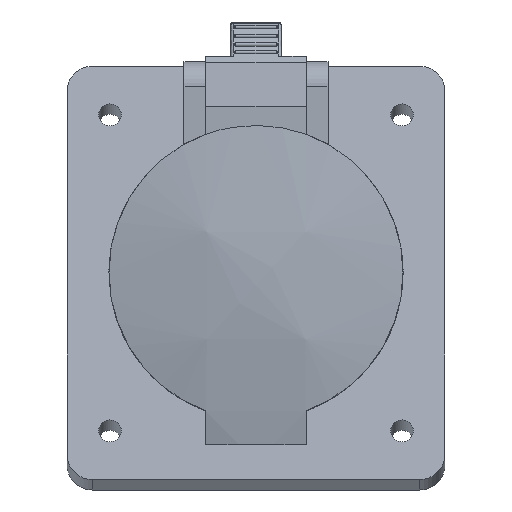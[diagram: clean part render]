
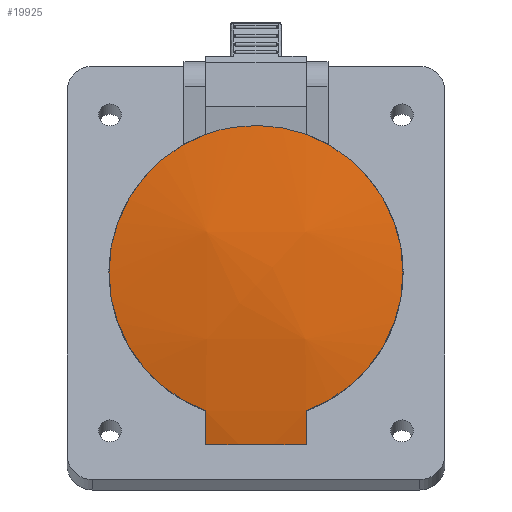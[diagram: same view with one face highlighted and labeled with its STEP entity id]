
A CAD part, top view. The second image highlights one B-rep face of the part: STEP entity #19925.
In plain terms, the highlighted free-form (B-spline) face has degree [3, 3] with [4, 4] control points.
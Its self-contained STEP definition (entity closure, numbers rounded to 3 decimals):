
#21 = AXIS2_PLACEMENT_3D ( 'NONE', #10245, #15412, #5086 ) ;
#678 = CARTESIAN_POINT ( 'NONE',  ( -10., -27.434, 39.38 ) ) ;
#799 = CARTESIAN_POINT ( 'NONE',  ( -29.812, -13.165, 40.252 ) ) ;
#923 = EDGE_LOOP ( 'NONE', ( #17145, #5996, #2170, #18506, #13875, #14859 ) ) ;
#1139 = B_SPLINE_CURVE_WITH_KNOTS ( 'NONE', 3,
 ( #678, #2317, #9054, #3758 ),
 .UNSPECIFIED., .F., .F.,
 ( 4, 4 ),
 ( 0., 0.007 ),
 .UNSPECIFIED. ) ;
#1330 = B_SPLINE_CURVE_WITH_KNOTS ( 'NONE', 3,
 ( #13585, #3761, #15098, #11725, #17187, #13802, #3652, #3320, #1660, #8383, #6962, #6757, #13683, #16978, #10361, #20173 ),
 .UNSPECIFIED., .F., .F.,
 ( 4, 2, 2, 2, 2, 2, 2, 4 ),
 ( 0., 0.125, 0.25, 0.375, 0.438, 0.5, 0.75, 1. ),
 .UNSPECIFIED. ) ;
#1444 = EDGE_CURVE ( 'NONE', #6489, #8247, #4335, .T. ) ;
#1472 = CARTESIAN_POINT ( 'NONE',  ( 0., 0., 39.38 ) ) ;
#1660 = CARTESIAN_POINT ( 'NONE',  ( 1.693, 29.154, 39.38 ) ) ;
#2170 = ORIENTED_EDGE ( 'NONE', *, *, #9967, .T. ) ;
#2217 = CARTESIAN_POINT ( 'NONE',  ( 10.069, -13.165, 44.229 ) ) ;
#2317 = CARTESIAN_POINT ( 'NONE',  ( -10., -29.7, 38.958 ) ) ;
#2903 = EDGE_CURVE ( 'NONE', #19254, #4173, #3550, .T. ) ;
#3320 = CARTESIAN_POINT ( 'NONE',  ( 2.118, 29.126, 39.38 ) ) ;
#3345 = CARTESIAN_POINT ( 'NONE',  ( 29.036, 29.617, 36.402 ) ) ;
#3550 = CIRCLE ( 'NONE', #21, 29.2 ) ;
#3566 = CARTESIAN_POINT ( 'NONE',  ( 9.741, -34.2, 39.27 ) ) ;
#3652 = CARTESIAN_POINT ( 'NONE',  ( 3.389, 29.015, 39.38 ) ) ;
#3758 = CARTESIAN_POINT ( 'NONE',  ( -10., -34.2, 37.956 ) ) ;
#3761 = CARTESIAN_POINT ( 'NONE',  ( 9.198, 27.727, 39.38 ) ) ;
#3766 = DIRECTION ( 'NONE',  ( 0., 0., 1. ) ) ;
#4173 = VERTEX_POINT ( 'NONE', #5154 ) ;
#4335 = B_SPLINE_CURVE_WITH_KNOTS ( 'NONE', 3,
 ( #21564, #13114, #9750, #11356 ),
 .UNSPECIFIED., .F., .F.,
 ( 4, 4 ),
 ( 0., 0.007 ),
 .UNSPECIFIED. ) ;
#4394 = DIRECTION ( 'NONE',  ( 0., 0., -1. ) ) ;
#5086 = DIRECTION ( 'NONE',  ( 0., -1., 0. ) ) ;
#5154 = CARTESIAN_POINT ( 'NONE',  ( -10., -27.434, 39.38 ) ) ;
#5457 = EDGE_CURVE ( 'NONE', #20937, #6489, #17182, .T. ) ;
#5765 = CARTESIAN_POINT ( 'NONE',  ( -28.839, -34.2, 35.424 ) ) ;
#5996 = ORIENTED_EDGE ( 'NONE', *, *, #1444, .T. ) ;
#6071 = CARTESIAN_POINT ( 'NONE',  ( 0., -34.2, -107.75 ) ) ;
#6489 = VERTEX_POINT ( 'NONE', #15077 ) ;
#6757 = CARTESIAN_POINT ( 'NONE',  ( -1.713, 29.199, 39.38 ) ) ;
#6962 = CARTESIAN_POINT ( 'NONE',  ( 0.415, 29.2, 39.38 ) ) ;
#6969 = DIRECTION ( 'NONE',  ( 0., -1., 0. ) ) ;
#7537 = CARTESIAN_POINT ( 'NONE',  ( -29.879, 8.437, 40.584 ) ) ;
#7633 = CARTESIAN_POINT ( 'NONE',  ( -29.036, 29.617, 36.402 ) ) ;
#7817 = DIRECTION ( 'NONE',  ( 0., 1., 0. ) ) ;
#8247 = VERTEX_POINT ( 'NONE', #12859 ) ;
#8351 = CARTESIAN_POINT ( 'NONE',  ( 10., 27.434, 39.38 ) ) ;
#8383 = CARTESIAN_POINT ( 'NONE',  ( 0.842, 29.191, 39.38 ) ) ;
#8409 = CARTESIAN_POINT ( 'NONE',  ( -9.808, 29.617, 40.275 ) ) ;
#8949 = CARTESIAN_POINT ( 'NONE',  ( -10.069, -13.165, 44.229 ) ) ;
#9054 = CARTESIAN_POINT ( 'NONE',  ( -10., -31.956, 38.483 ) ) ;
#9345 = EDGE_CURVE ( 'NONE', #18646, #19254, #1330, .T. ) ;
#9750 = CARTESIAN_POINT ( 'NONE',  ( 10., -29.7, 38.958 ) ) ;
#9967 = EDGE_CURVE ( 'NONE', #8247, #18646, #12819, .T. ) ;
#10245 = CARTESIAN_POINT ( 'NONE',  ( 0., 0., 39.38 ) ) ;
#10361 = CARTESIAN_POINT ( 'NONE',  ( -8.397, 28.019, 39.38 ) ) ;
#10588 = CARTESIAN_POINT ( 'NONE',  ( -9.741, -34.2, 39.27 ) ) ;
#11356 = CARTESIAN_POINT ( 'NONE',  ( 10., -27.434, 39.38 ) ) ;
#11725 = CARTESIAN_POINT ( 'NONE',  ( 6.744, 28.423, 39.38 ) ) ;
#11948 = FACE_OUTER_BOUND ( 'NONE', #923, .T. ) ;
#12494 = CARTESIAN_POINT ( 'NONE',  ( -10.092, 8.437, 44.569 ) ) ;
#12819 = CIRCLE ( 'NONE', #14227, 29.2 ) ;
#12859 = CARTESIAN_POINT ( 'NONE',  ( 10., -27.434, 39.38 ) ) ;
#13114 = CARTESIAN_POINT ( 'NONE',  ( 10., -31.956, 38.483 ) ) ;
#13585 = CARTESIAN_POINT ( 'NONE',  ( 10., 27.434, 39.38 ) ) ;
#13683 = CARTESIAN_POINT ( 'NONE',  ( -3.403, 29.051, 39.38 ) ) ;
#13698 = AXIS2_PLACEMENT_3D ( 'NONE', #6071, #7817, #4394 ) ;
#13802 = CARTESIAN_POINT ( 'NONE',  ( 4.233, 28.904, 39.38 ) ) ;
#13875 = ORIENTED_EDGE ( 'NONE', *, *, #2903, .T. ) ;
#14227 = AXIS2_PLACEMENT_3D ( 'NONE', #1472, #3766, #6969 ) ;
#14859 = ORIENTED_EDGE ( 'NONE', *, *, #20212, .T. ) ;
#15077 = CARTESIAN_POINT ( 'NONE',  ( 10., -34.2, 37.956 ) ) ;
#15098 = CARTESIAN_POINT ( 'NONE',  ( 8.386, 27.983, 39.38 ) ) ;
#15412 = DIRECTION ( 'NONE',  ( 0., 0., 1. ) ) ;
#16770 = CARTESIAN_POINT ( 'NONE',  ( 9.808, 29.617, 40.275 ) ) ;
#16947 = CARTESIAN_POINT ( 'NONE',  ( -10., -34.2, 37.956 ) ) ;
#16978 = CARTESIAN_POINT ( 'NONE',  ( -6.757, 28.458, 39.38 ) ) ;
#17145 = ORIENTED_EDGE ( 'NONE', *, *, #5457, .T. ) ;
#17182 = CIRCLE ( 'NONE', #13698, 146.049 ) ;
#17187 = CARTESIAN_POINT ( 'NONE',  ( 5.916, 28.607, 39.38 ) ) ;
#17306 = CARTESIAN_POINT ( 'NONE',  ( 29.812, -13.165, 40.252 ) ) ;
#17638 = CARTESIAN_POINT ( 'NONE',  ( -10., 27.434, 39.38 ) ) ;
#18506 = ORIENTED_EDGE ( 'NONE', *, *, #9345, .T. ) ;
#18646 = VERTEX_POINT ( 'NONE', #8351 ) ;
#18655 = CARTESIAN_POINT ( 'NONE',  ( 28.839, -34.2, 35.424 ) ) ;
#19087 = CARTESIAN_POINT ( 'NONE',  ( 29.879, 8.437, 40.584 ) ) ;
#19254 = VERTEX_POINT ( 'NONE', #17638 ) ;
#19925 = ADVANCED_FACE ( 'NONE', ( #11948 ), #20827, .T. ) ;
#20173 = CARTESIAN_POINT ( 'NONE',  ( -10., 27.434, 39.38 ) ) ;
#20212 = EDGE_CURVE ( 'NONE', #4173, #20937, #1139, .T. ) ;
#20705 = CARTESIAN_POINT ( 'NONE',  ( 10.092, 8.437, 44.569 ) ) ;
#20827 =( BOUNDED_SURFACE ( )  B_SPLINE_SURFACE ( 3, 3, ( 
 ( #18655, #3566, #10588, #5765 ),
 ( #17306, #2217, #8949, #799 ),
 ( #19087, #20705, #12494, #7537 ),
 ( #3345, #16770, #8409, #7633 ) ),
 .UNSPECIFIED., .F., .F., .F. ) 
 B_SPLINE_SURFACE_WITH_KNOTS ( ( 4, 4 ),
 ( 4, 4 ),
 ( 0., 1. ),
 ( 0., 1. ),
 .UNSPECIFIED. ) 
 GEOMETRIC_REPRESENTATION_ITEM ( )  RATIONAL_B_SPLINE_SURFACE ( (
 ( 1., 0.987, 0.987, 1.),
 ( 0.985, 0.972, 0.972, 0.985),
 ( 0.985, 0.972, 0.972, 0.985),
 ( 1., 0.987, 0.987, 1.) ) ) 
 REPRESENTATION_ITEM ( '' )  SURFACE ( )  );
#20937 = VERTEX_POINT ( 'NONE', #16947 ) ;
#21564 = CARTESIAN_POINT ( 'NONE',  ( 10., -34.2, 37.956 ) ) ;
